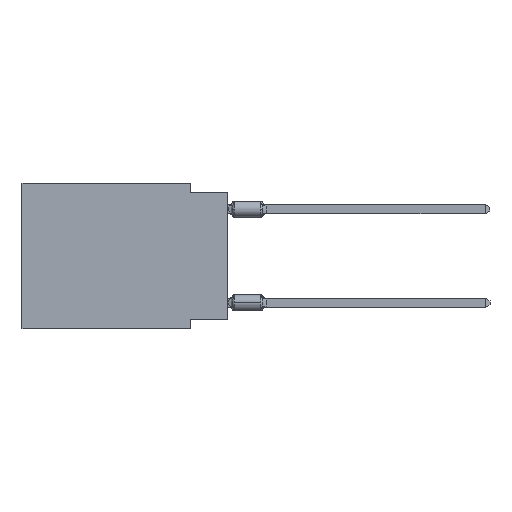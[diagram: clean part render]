
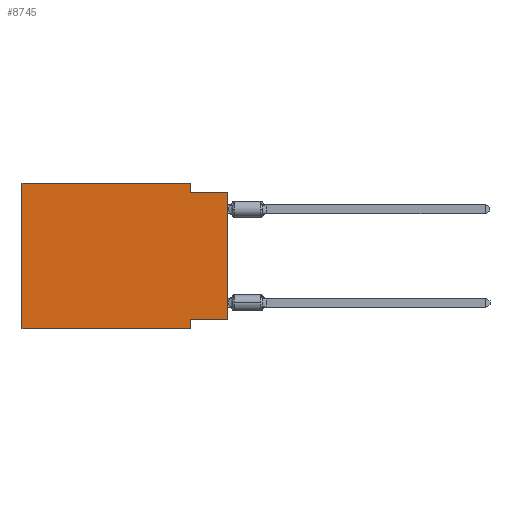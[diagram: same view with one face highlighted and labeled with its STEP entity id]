
A CAD part, left-side view. The second image highlights one B-rep face of the part: STEP entity #8745.
In plain terms, the highlighted planar face has unit normal (-1, 0, 0).
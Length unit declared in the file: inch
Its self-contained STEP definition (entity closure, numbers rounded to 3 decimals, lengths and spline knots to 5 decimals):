
#433 = LINE ( 'NONE', #4432, #18267 ) ;
#1160 = EDGE_CURVE ( 'NONE', #3722, #11887, #15282, .T. ) ;
#1346 = CARTESIAN_POINT ( 'NONE',  ( 0., 0., -0.025 ) ) ;
#1688 = CARTESIAN_POINT ( 'NONE',  ( 0., 0.55, -0.39 ) ) ;
#1966 = EDGE_CURVE ( 'NONE', #3722, #22943, #25184, .T. ) ;
#2472 = CARTESIAN_POINT ( 'NONE',  ( 0., 0.55, 0. ) ) ;
#2477 = CARTESIAN_POINT ( 'NONE',  ( 0., 0., 0. ) ) ;
#2706 = EDGE_CURVE ( 'NONE', #7897, #11887, #433, .T. ) ;
#3452 = VECTOR ( 'NONE', #11553, 39.37008 ) ;
#3722 = VERTEX_POINT ( 'NONE', #11325 ) ;
#4157 = EDGE_CURVE ( 'NONE', #22419, #7897, #19337, .T. ) ;
#4432 = CARTESIAN_POINT ( 'NONE',  ( 0., 0.1, -0.39 ) ) ;
#4586 = DIRECTION ( 'NONE',  ( 0., 0., -1. ) ) ;
#4713 = LINE ( 'NONE', #24778, #20793 ) ;
#5166 = ORIENTED_EDGE ( 'NONE', *, *, #1160, .T. ) ;
#5364 = LINE ( 'NONE', #1346, #18334 ) ;
#6567 = VECTOR ( 'NONE', #23191, 39.37008 ) ;
#6647 = ORIENTED_EDGE ( 'NONE', *, *, #1966, .F. ) ;
#7457 = ORIENTED_EDGE ( 'NONE', *, *, #12996, .F. ) ;
#7897 = VERTEX_POINT ( 'NONE', #8120 ) ;
#8120 = CARTESIAN_POINT ( 'NONE',  ( 0., 0.1, -0.365 ) ) ;
#8322 = DIRECTION ( 'NONE',  ( 0., -1., 0. ) ) ;
#8420 = DIRECTION ( 'NONE',  ( 0., 0., -1. ) ) ;
#8545 = DIRECTION ( 'NONE',  ( 1., 0., 0. ) ) ;
#8745 = ADVANCED_FACE ( 'NONE', ( #24085 ), #24207, .F. ) ;
#9018 = CARTESIAN_POINT ( 'NONE',  ( 0., 0.55, 0. ) ) ;
#9482 = ORIENTED_EDGE ( 'NONE', *, *, #14319, .F. ) ;
#10695 = CARTESIAN_POINT ( 'NONE',  ( 0., 0., -0.025 ) ) ;
#11005 = VERTEX_POINT ( 'NONE', #10695 ) ;
#11022 = VERTEX_POINT ( 'NONE', #20530 ) ;
#11325 = CARTESIAN_POINT ( 'NONE',  ( 0., 0.55, -0.39 ) ) ;
#11553 = DIRECTION ( 'NONE',  ( 0., 1., 0. ) ) ;
#11682 = CARTESIAN_POINT ( 'NONE',  ( 0., 0.55, 0. ) ) ;
#11887 = VERTEX_POINT ( 'NONE', #23068 ) ;
#12337 = DIRECTION ( 'NONE',  ( 0., 0., -1. ) ) ;
#12625 = VECTOR ( 'NONE', #22156, 39.37008 ) ;
#12996 = EDGE_CURVE ( 'NONE', #11022, #15587, #4713, .T. ) ;
#14319 = EDGE_CURVE ( 'NONE', #15587, #11005, #5364, .T. ) ;
#15075 = ORIENTED_EDGE ( 'NONE', *, *, #18162, .T. ) ;
#15282 = LINE ( 'NONE', #1688, #6567 ) ;
#15308 = ORIENTED_EDGE ( 'NONE', *, *, #17746, .F. ) ;
#15547 = CARTESIAN_POINT ( 'NONE',  ( 0., 0., -0.365 ) ) ;
#15559 = EDGE_LOOP ( 'NONE', ( #15075, #9482, #7457, #15308, #6647, #5166, #15719, #25412 ) ) ;
#15587 = VERTEX_POINT ( 'NONE', #24291 ) ;
#15719 = ORIENTED_EDGE ( 'NONE', *, *, #2706, .F. ) ;
#16342 = LINE ( 'NONE', #16582, #22129 ) ;
#16582 = CARTESIAN_POINT ( 'NONE',  ( 0., 0.55, 0. ) ) ;
#17746 = EDGE_CURVE ( 'NONE', #22943, #11022, #16342, .T. ) ;
#17997 = AXIS2_PLACEMENT_3D ( 'NONE', #2472, #8545, #8420 ) ;
#18162 = EDGE_CURVE ( 'NONE', #22419, #11005, #24333, .T. ) ;
#18267 = VECTOR ( 'NONE', #12337, 39.37008 ) ;
#18334 = VECTOR ( 'NONE', #19238, 39.37008 ) ;
#19238 = DIRECTION ( 'NONE',  ( 0., -1., 0. ) ) ;
#19337 = LINE ( 'NONE', #15547, #3452 ) ;
#20530 = CARTESIAN_POINT ( 'NONE',  ( 0., 0.1, 0. ) ) ;
#20793 = VECTOR ( 'NONE', #4586, 39.37008 ) ;
#20806 = DIRECTION ( 'NONE',  ( 0., 0., 1. ) ) ;
#22129 = VECTOR ( 'NONE', #8322, 39.37008 ) ;
#22156 = DIRECTION ( 'NONE',  ( 0., 0., 1. ) ) ;
#22419 = VERTEX_POINT ( 'NONE', #25484 ) ;
#22943 = VERTEX_POINT ( 'NONE', #11682 ) ;
#23068 = CARTESIAN_POINT ( 'NONE',  ( 0., 0.1, -0.39 ) ) ;
#23181 = VECTOR ( 'NONE', #20806, 39.37008 ) ;
#23191 = DIRECTION ( 'NONE',  ( 0., -1., 0. ) ) ;
#24085 = FACE_OUTER_BOUND ( 'NONE', #15559, .T. ) ;
#24207 = PLANE ( 'NONE',  #17997 ) ;
#24291 = CARTESIAN_POINT ( 'NONE',  ( 0., 0.1, -0.025 ) ) ;
#24333 = LINE ( 'NONE', #2477, #12625 ) ;
#24778 = CARTESIAN_POINT ( 'NONE',  ( 0., 0.1, 0. ) ) ;
#25184 = LINE ( 'NONE', #9018, #23181 ) ;
#25412 = ORIENTED_EDGE ( 'NONE', *, *, #4157, .F. ) ;
#25484 = CARTESIAN_POINT ( 'NONE',  ( 0., 0., -0.365 ) ) ;
